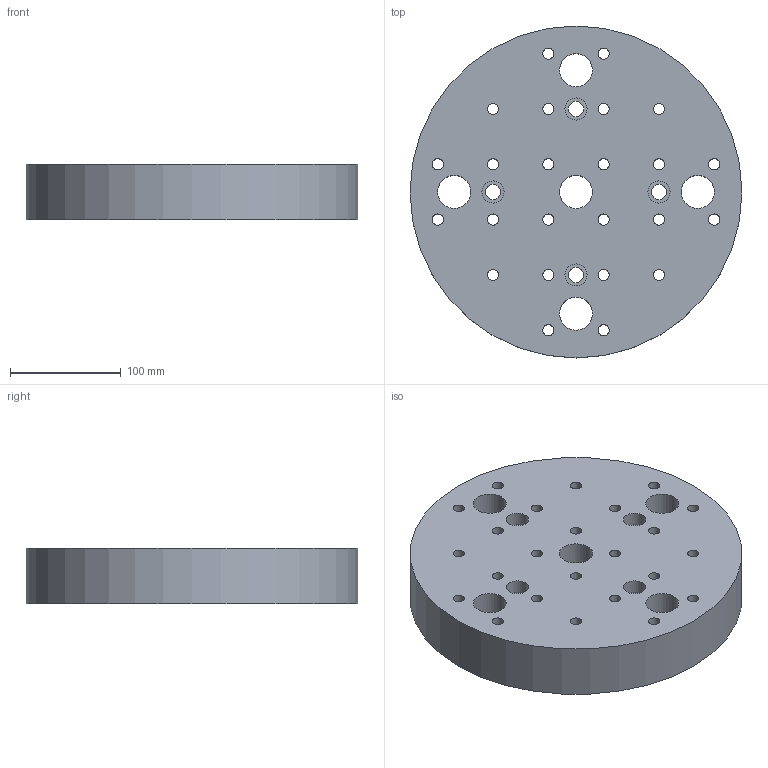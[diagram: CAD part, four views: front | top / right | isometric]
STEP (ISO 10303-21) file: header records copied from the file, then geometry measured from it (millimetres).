
FILE_DESCRIPTION( ( 'Unknown' ), '1' );
FILE_NAME( 'BP17-50-0300-12.stp', 'Unknown', ( 'S.C.H' ), ( 'Unknown' ), 'XStep 1.0', 'Unknown', ' ' );
FILE_SCHEMA( ( 'CONFIG_CONTROL_DESIGN' ) );
Length unit declared in the file: millimetre
Products named in the file (1): 1
Bounding box: 300 x 300 x 50 mm (x, y, z)
Volume: 3220402.6 mm3; surface area: 248064.9 mm2
Topology: 1 solids, 1 shells, 44 faces, 143 edges, 105 vertices
Faces by surface type: cylinder 38, plane 6
Full cylindrical faces by diameter (mm): 10.2 x24, 14 x4, 20 x4, 30 x5, 300 x1
Entity records: 1380 total; most frequent: DIRECTION 242, CARTESIAN_POINT 197, EDGE_LOOP 152, ORIENTED_EDGE 152, AXIS2_PLACEMENT_3D 121, FACE_OUTER_BOUND 82, EDGE_CURVE 76, VERTEX_POINT 76
